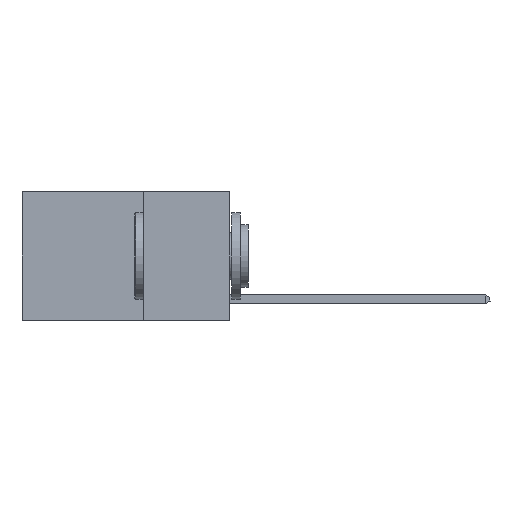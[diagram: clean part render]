
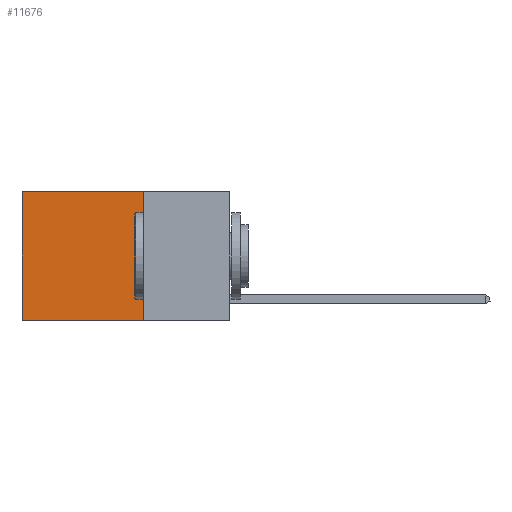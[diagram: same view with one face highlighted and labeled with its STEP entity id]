
A CAD part, left-side view. The second image highlights one B-rep face of the part: STEP entity #11676.
In plain terms, the highlighted planar face has unit normal (-1, 0, 0).
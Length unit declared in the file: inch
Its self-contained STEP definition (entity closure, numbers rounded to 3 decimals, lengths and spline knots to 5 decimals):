
#667 = ORIENTED_EDGE ( 'NONE', *, *, #5667, .T. ) ;
#1195 = AXIS2_PLACEMENT_3D ( 'NONE', #9040, #14404, #6405 ) ;
#1344 = CARTESIAN_POINT ( 'NONE',  ( 0.2625, 0.6, -0.37 ) ) ;
#1384 = VERTEX_POINT ( 'NONE', #14271 ) ;
#1551 = CARTESIAN_POINT ( 'NONE',  ( 0.2625, 0.25, 0. ) ) ;
#1793 = EDGE_CURVE ( 'NONE', #5075, #14060, #6569, .T. ) ;
#2153 = VECTOR ( 'NONE', #15229, 39.37008 ) ;
#2331 = DIRECTION ( 'NONE',  ( 0., 0., -1. ) ) ;
#3947 = LINE ( 'NONE', #6603, #7592 ) ;
#4395 = VECTOR ( 'NONE', #13832, 39.37008 ) ;
#4474 = CARTESIAN_POINT ( 'NONE',  ( 0.2625, 0.25, 0. ) ) ;
#5058 = CARTESIAN_POINT ( 'NONE',  ( 0.2625, 0.6, 0. ) ) ;
#5075 = VERTEX_POINT ( 'NONE', #13904 ) ;
#5667 = EDGE_CURVE ( 'NONE', #1384, #5075, #12410, .T. ) ;
#6405 = DIRECTION ( 'NONE',  ( 0., 0., -1. ) ) ;
#6569 = LINE ( 'NONE', #5058, #15260 ) ;
#6603 = CARTESIAN_POINT ( 'NONE',  ( 0.2625, 0.25, -0.37 ) ) ;
#7381 = LINE ( 'NONE', #4474, #4395 ) ;
#7592 = VECTOR ( 'NONE', #12237, 39.37008 ) ;
#8472 = ORIENTED_EDGE ( 'NONE', *, *, #1793, .T. ) ;
#9040 = CARTESIAN_POINT ( 'NONE',  ( 0.2625, 0.25, 0. ) ) ;
#11676 = ADVANCED_FACE ( 'NONE', ( #14328 ), #15745, .F. ) ;
#12237 = DIRECTION ( 'NONE',  ( 0., 1., 0. ) ) ;
#12410 = LINE ( 'NONE', #1551, #2153 ) ;
#12746 = ORIENTED_EDGE ( 'NONE', *, *, #13082, .F. ) ;
#13082 = EDGE_CURVE ( 'NONE', #16785, #14060, #3947, .T. ) ;
#13567 = CARTESIAN_POINT ( 'NONE',  ( 0.2625, 0.25, -0.37 ) ) ;
#13714 = EDGE_LOOP ( 'NONE', ( #8472, #12746, #13908, #667 ) ) ;
#13832 = DIRECTION ( 'NONE',  ( 0., 0., -1. ) ) ;
#13904 = CARTESIAN_POINT ( 'NONE',  ( 0.2625, 0.6, 0. ) ) ;
#13908 = ORIENTED_EDGE ( 'NONE', *, *, #16919, .F. ) ;
#14060 = VERTEX_POINT ( 'NONE', #1344 ) ;
#14271 = CARTESIAN_POINT ( 'NONE',  ( 0.2625, 0.25, 0. ) ) ;
#14328 = FACE_OUTER_BOUND ( 'NONE', #13714, .T. ) ;
#14404 = DIRECTION ( 'NONE',  ( 1., 0., 0. ) ) ;
#15229 = DIRECTION ( 'NONE',  ( 0., 1., 0. ) ) ;
#15260 = VECTOR ( 'NONE', #2331, 39.37008 ) ;
#15745 = PLANE ( 'NONE',  #1195 ) ;
#16785 = VERTEX_POINT ( 'NONE', #13567 ) ;
#16919 = EDGE_CURVE ( 'NONE', #1384, #16785, #7381, .T. ) ;
